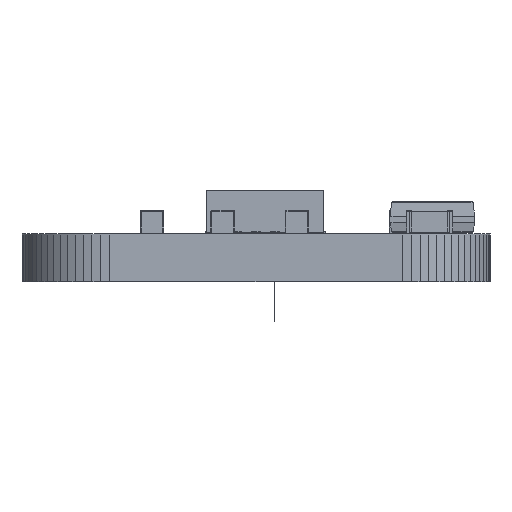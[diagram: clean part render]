
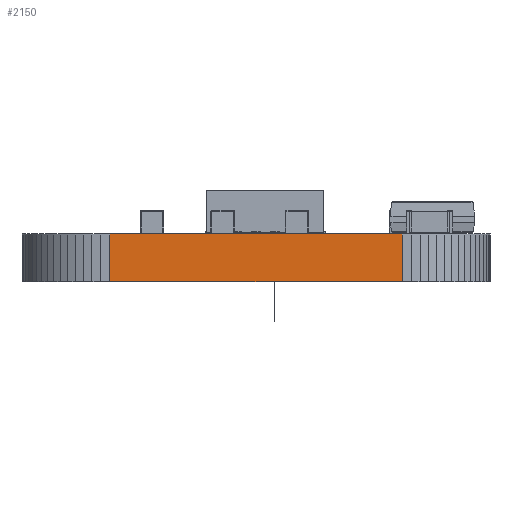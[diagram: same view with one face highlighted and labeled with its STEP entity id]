
A CAD part, front view. The second image highlights one B-rep face of the part: STEP entity #2150.
In plain terms, the highlighted planar face has unit normal (0, -1, 0).
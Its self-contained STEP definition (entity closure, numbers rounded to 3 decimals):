
#2092 = EDGE_CURVE('',#2093,#2095,#2097,.T.);
#2093 = VERTEX_POINT('',#2094);
#2094 = CARTESIAN_POINT('',(13.,-21.,-0.82));
#2095 = VERTEX_POINT('',#2096);
#2096 = CARTESIAN_POINT('',(13.,-21.,0.82));
#2097 = LINE('',#2098,#2099);
#2098 = CARTESIAN_POINT('',(13.,-21.,-0.82));
#2099 = VECTOR('',#2100,1.);
#2100 = DIRECTION('',(0.,0.,1.));
#2125 = VERTEX_POINT('',#2126);
#2126 = CARTESIAN_POINT('',(3.,-21.,0.82));
#2132 = EDGE_CURVE('',#2133,#2125,#2135,.T.);
#2133 = VERTEX_POINT('',#2134);
#2134 = CARTESIAN_POINT('',(3.,-21.,-0.82));
#2135 = LINE('',#2136,#2137);
#2136 = CARTESIAN_POINT('',(3.,-21.,-0.82));
#2137 = VECTOR('',#2138,1.);
#2138 = DIRECTION('',(0.,0.,1.));
#2150 = ADVANCED_FACE('',(#2151),#2167,.F.);
#2151 = FACE_BOUND('',#2152,.F.);
#2152 = EDGE_LOOP('',(#2153,#2154,#2160,#2161));
#2153 = ORIENTED_EDGE('',*,*,#2132,.T.);
#2154 = ORIENTED_EDGE('',*,*,#2155,.T.);
#2155 = EDGE_CURVE('',#2125,#2095,#2156,.T.);
#2156 = LINE('',#2157,#2158);
#2157 = CARTESIAN_POINT('',(3.,-21.,0.82));
#2158 = VECTOR('',#2159,1.);
#2159 = DIRECTION('',(1.,0.,0.));
#2160 = ORIENTED_EDGE('',*,*,#2092,.F.);
#2161 = ORIENTED_EDGE('',*,*,#2162,.F.);
#2162 = EDGE_CURVE('',#2133,#2093,#2163,.T.);
#2163 = LINE('',#2164,#2165);
#2164 = CARTESIAN_POINT('',(3.,-21.,-0.82));
#2165 = VECTOR('',#2166,1.);
#2166 = DIRECTION('',(1.,0.,0.));
#2167 = PLANE('',#2168);
#2168 = AXIS2_PLACEMENT_3D('',#2169,#2170,#2171);
#2169 = CARTESIAN_POINT('',(3.,-21.,-0.82));
#2170 = DIRECTION('',(0.,1.,0.));
#2171 = DIRECTION('',(1.,0.,0.));
